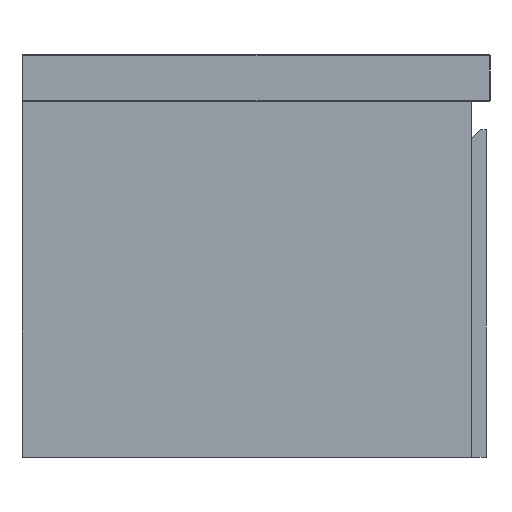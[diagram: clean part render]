
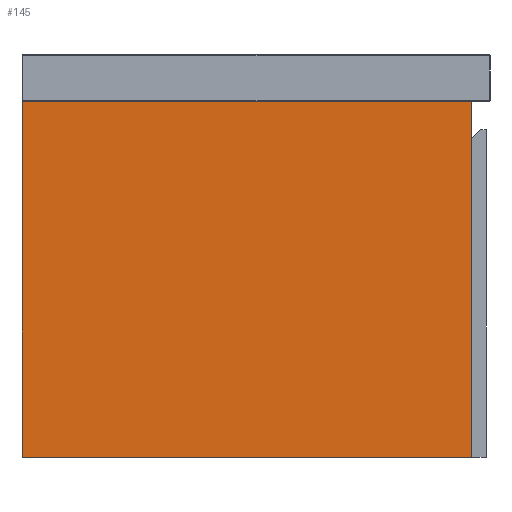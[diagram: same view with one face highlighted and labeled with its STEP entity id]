
A CAD part, left-side view. The second image highlights one B-rep face of the part: STEP entity #145.
In plain terms, the highlighted planar face has unit normal (-1, 0, 0).
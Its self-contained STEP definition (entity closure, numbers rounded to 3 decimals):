
#145=ADVANCED_FACE('',(#204),#879,.T.);
#204=FACE_OUTER_BOUND('',#263,.T.);
#263=EDGE_LOOP('',(#420,#421,#422,#423));
#420=ORIENTED_EDGE('',*,*,#604,.F.);
#421=ORIENTED_EDGE('',*,*,#591,.T.);
#422=ORIENTED_EDGE('',*,*,#602,.T.);
#423=ORIENTED_EDGE('',*,*,#603,.F.);
#591=EDGE_CURVE('',#809,#808,#712,.T.);
#602=EDGE_CURVE('',#808,#816,#723,.T.);
#603=EDGE_CURVE('',#817,#816,#724,.T.);
#604=EDGE_CURVE('',#809,#817,#725,.T.);
#712=B_SPLINE_CURVE_WITH_KNOTS('',1,(#1665,#1666),.UNSPECIFIED.,.F.,.F.,
(2,2),(-380.,0.),.UNSPECIFIED.);
#723=B_SPLINE_CURVE_WITH_KNOTS('',1,(#1687,#1688),.UNSPECIFIED.,.F.,.F.,
(2,2),(-480.,0.),.UNSPECIFIED.);
#724=B_SPLINE_CURVE_WITH_KNOTS('',1,(#1689,#1690),.UNSPECIFIED.,.F.,.F.,
(2,2),(-380.,0.),.UNSPECIFIED.);
#725=B_SPLINE_CURVE_WITH_KNOTS('',1,(#1691,#1692),.UNSPECIFIED.,.F.,.F.,
(2,2),(-480.,0.),.UNSPECIFIED.);
#808=VERTEX_POINT('',#1645);
#809=VERTEX_POINT('',#1646);
#816=VERTEX_POINT('',#1653);
#817=VERTEX_POINT('',#1654);
#879=PLANE('',#1059);
#1059=AXIS2_PLACEMENT_3D('',#1634,#1133,$);
#1133=DIRECTION('',(-1.,0.,0.));
#1634=CARTESIAN_POINT('',(-594.,-228.,528.));
#1645=CARTESIAN_POINT('',(-594.,190.,480.));
#1646=CARTESIAN_POINT('',(-594.,-190.,480.));
#1653=CARTESIAN_POINT('',(-594.,190.,0.));
#1654=CARTESIAN_POINT('',(-594.,-190.,0.));
#1665=CARTESIAN_POINT('',(-594.,-190.,480.));
#1666=CARTESIAN_POINT('',(-594.,190.,480.));
#1687=CARTESIAN_POINT('',(-594.,190.,480.));
#1688=CARTESIAN_POINT('',(-594.,190.,0.));
#1689=CARTESIAN_POINT('',(-594.,-190.,0.));
#1690=CARTESIAN_POINT('',(-594.,190.,0.));
#1691=CARTESIAN_POINT('',(-594.,-190.,480.));
#1692=CARTESIAN_POINT('',(-594.,-190.,0.));
